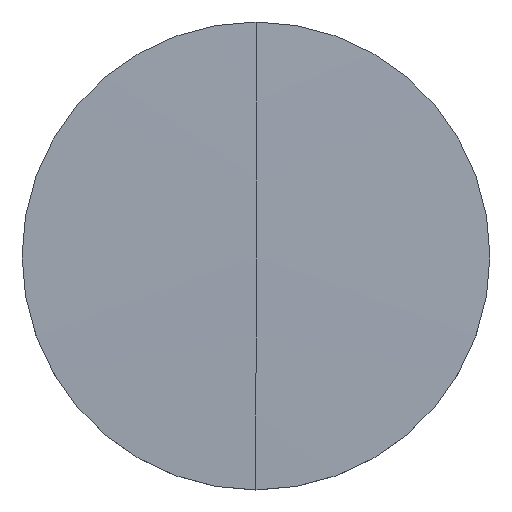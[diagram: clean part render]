
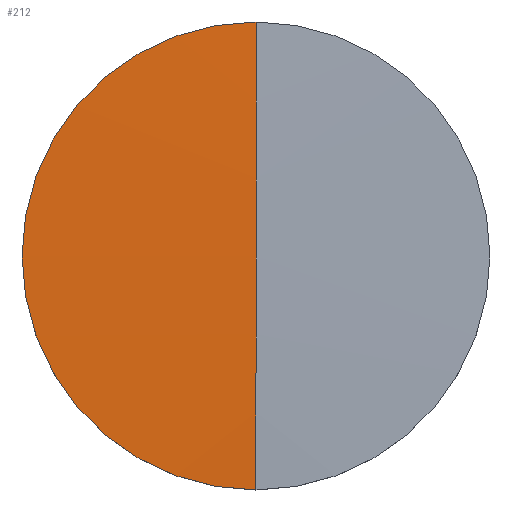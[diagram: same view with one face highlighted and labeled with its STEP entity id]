
A CAD part, top view. The second image highlights one B-rep face of the part: STEP entity #212.
In plain terms, the highlighted spherical face has radius 515.08 mm.
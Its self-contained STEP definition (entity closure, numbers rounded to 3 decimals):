
#14 = DIRECTION ( 'NONE',  ( 0., 0., -1. ) ) ;
#15 = DIRECTION ( 'NONE',  ( 1., 0., 0. ) ) ;
#16 = CARTESIAN_POINT ( 'NONE',  ( 0., 0., -514.005 ) ) ;
#17 = AXIS2_PLACEMENT_3D ( 'NONE', #16, #15, #14 ) ;
#18 = CIRCLE ( 'NONE', #17, 515.08 ) ;
#26 = CARTESIAN_POINT ( 'NONE',  ( -12.7, 0., 0.918 ) ) ;
#65 = VERTEX_POINT ( 'NONE', #26 ) ;
#66 = EDGE_LOOP ( 'NONE', ( #213, #214, #179, #105 ) ) ;
#105 = ORIENTED_EDGE ( 'NONE', *, *, #106, .F. ) ;
#106 = EDGE_CURVE ( 'NONE', #208, #206, #18, .T. ) ;
#144 = FACE_OUTER_BOUND ( 'NONE', #66, .T. ) ;
#146 = CARTESIAN_POINT ( 'NONE',  ( 0., 12.7, 0.918 ) ) ;
#147 = DIRECTION ( 'NONE',  ( 1., 0., 0. ) ) ;
#148 = DIRECTION ( 'NONE',  ( 0., 0., 1. ) ) ;
#149 = CARTESIAN_POINT ( 'NONE',  ( 0., 0., 0.918 ) ) ;
#150 = AXIS2_PLACEMENT_3D ( 'NONE', #149, #148, #147 ) ;
#151 = CIRCLE ( 'NONE', #150, 12.7 ) ;
#152 = CARTESIAN_POINT ( 'NONE',  ( 0., 0., 1.075 ) ) ;
#157 = DIRECTION ( 'NONE',  ( 0., -1., 0. ) ) ;
#158 = DIRECTION ( 'NONE',  ( -1., 0., 0. ) ) ;
#159 = AXIS2_PLACEMENT_3D ( 'NONE', #164, #158, #157 ) ;
#160 = CIRCLE ( 'NONE', #159, 515.08 ) ;
#164 = CARTESIAN_POINT ( 'NONE',  ( 0., 0., -514.005 ) ) ;
#165 = CARTESIAN_POINT ( 'NONE',  ( 0., -12.7, 0.918 ) ) ;
#166 = DIRECTION ( 'NONE',  ( 1., 0., 0. ) ) ;
#167 = DIRECTION ( 'NONE',  ( 0., 0., 1. ) ) ;
#168 = CARTESIAN_POINT ( 'NONE',  ( 0., 0., 0.918 ) ) ;
#169 = AXIS2_PLACEMENT_3D ( 'NONE', #168, #167, #166 ) ;
#170 = CIRCLE ( 'NONE', #169, 12.7 ) ;
#177 = EDGE_CURVE ( 'NONE', #65, #178, #170, .T. ) ;
#178 = VERTEX_POINT ( 'NONE', #165 ) ;
#179 = ORIENTED_EDGE ( 'NONE', *, *, #180, .T. ) ;
#180 = EDGE_CURVE ( 'NONE', #178, #206, #160, .T. ) ;
#199 = CARTESIAN_POINT ( 'NONE',  ( 0., 0., -514.005 ) ) ;
#200 = AXIS2_PLACEMENT_3D ( 'NONE', #199, #260, #258 ) ;
#201 = SPHERICAL_SURFACE ( 'NONE', #200, 515.08 ) ;
#206 = VERTEX_POINT ( 'NONE', #152 ) ;
#207 = EDGE_CURVE ( 'NONE', #208, #65, #151, .T. ) ;
#208 = VERTEX_POINT ( 'NONE', #146 ) ;
#212 = ADVANCED_FACE ( 'NONE', ( #144 ), #201, .T. ) ;
#213 = ORIENTED_EDGE ( 'NONE', *, *, #207, .T. ) ;
#214 = ORIENTED_EDGE ( 'NONE', *, *, #177, .T. ) ;
#258 = DIRECTION ( 'NONE',  ( 0., 1., 0. ) ) ;
#260 = DIRECTION ( 'NONE',  ( -1., 0., 0. ) ) ;
